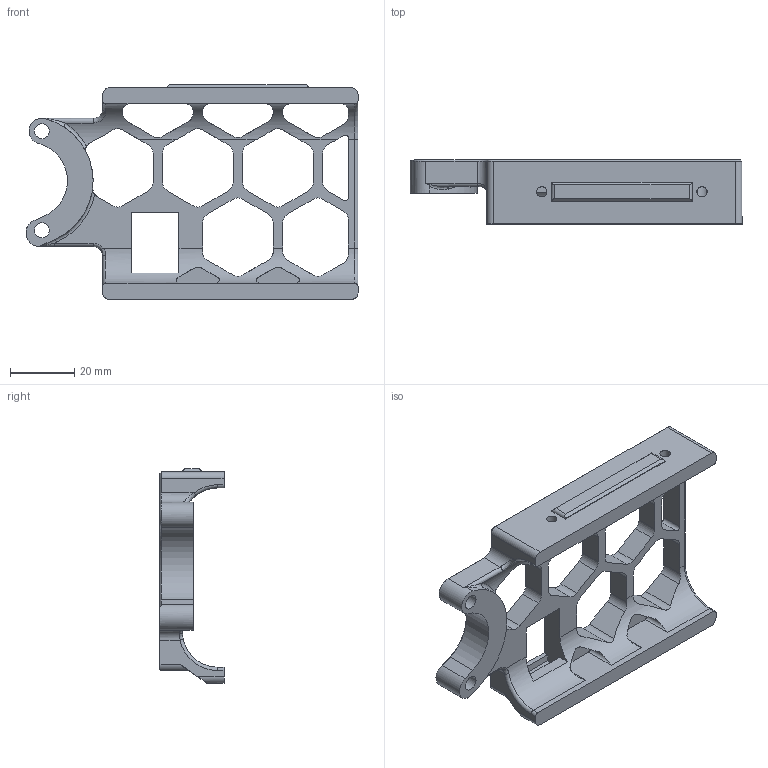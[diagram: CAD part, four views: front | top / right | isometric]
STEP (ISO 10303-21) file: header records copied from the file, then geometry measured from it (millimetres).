
FILE_DESCRIPTION(/* description */ (''),/* implementation_level */ '2;1');
FILE_NAME(/* name */ 'SkirtA_300mod.stp',/* time_stamp */ '2021-07-23T19:34:53+10:00',/* author */ ('Amarpal'),/* organization */ (''),/* preprocessor_version */ 'ST-DEVELOPER v18.1',/* originating_system */ 'Autodesk Inventor 2021',/* authorisation */ '');
FILE_SCHEMA (('AUTOMOTIVE_DESIGN { 1 0 10303 214 3 1 1 }'));
Length unit declared in the file: millimetre
Products named in the file (1): SkirtA_300mod
Bounding box: 103.65 x 20 x 67 mm (x, y, z)
Volume: 30139.3 mm3; surface area: 17953.1 mm2
Topology: 1 solids, 1 shells, 200 faces, 590 edges, 382 vertices
Faces by surface type: plane 93, cylinder 85, bspline 9, torus 7, cone 6
Full cylindrical faces by diameter (mm): 3.2 x2, 4.7 x3
Entity records: 7380 total; most frequent: CARTESIAN_POINT 1897, ORIENTED_EDGE 1176, DIRECTION 1124, EDGE_CURVE 588, AXIS2_PLACEMENT_3D 393, VERTEX_POINT 382, LINE 338, VECTOR 338
